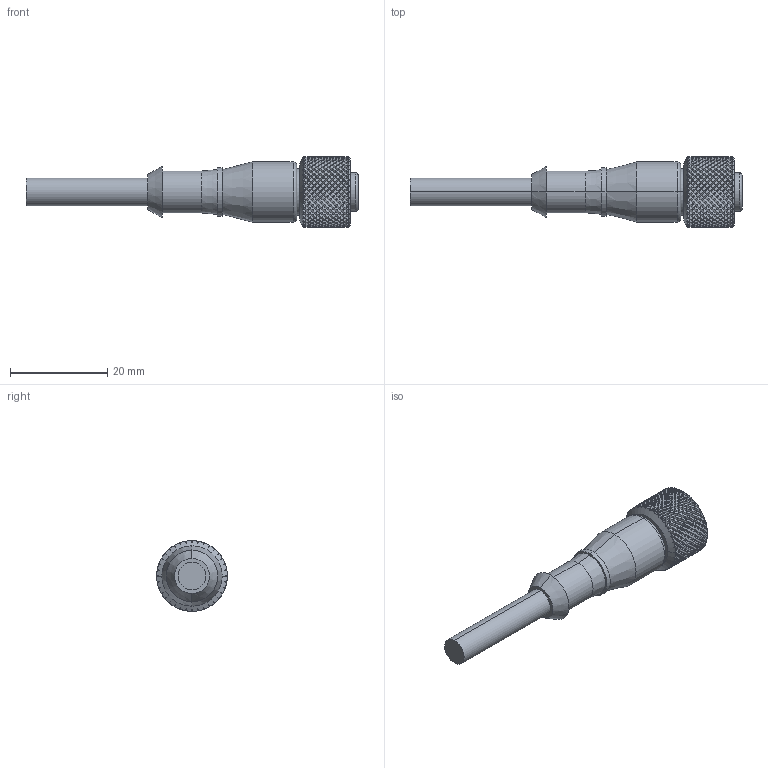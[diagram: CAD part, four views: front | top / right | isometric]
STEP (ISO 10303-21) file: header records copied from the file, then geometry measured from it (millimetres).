
FILE_DESCRIPTION((''),'2;1');
FILE_NAME('221216_SM01_ASM','2021-01-26T14:28:26',('iokafor'),('BANNER ENGINEERING CORP.'),'CREO PARAMETRIC BY PTC INC, 2019292','CREO PARAMETRIC BY PTC INC, 2019292','');
FILE_SCHEMA(('CONFIG_CONTROL_DESIGN','SHAPE_APPEARANCE_LAYERS_GROUPS'));
Products named in the file (3): 221216_SW0001; 135002_VG01_221216; 221216_SM01_ASM
Assembly tree (2 placements, depth 2):
  221216_SM01_ASM
    221216_SW0001
    135002_VG01_221216
Bounding box: 68.2 x 14.5 x 14.5 mm (x, y, z)
Volume: 4316.5 mm3; surface area: 4923.7 mm2
Topology: 2 solids, 2 shells, 3952 faces, 8589 edges, 4648 vertices
Faces by surface type: bspline 2564, cylinder 828, plane 527, torus 21, cone 12
Entity records: 192179 total; most frequent: CARTESIAN_POINT 100759, ORIENTED_EDGE 17178, EDGE_CURVE 8589, B_SPLINE_CURVE_WITH_KNOTS 6619, DIRECTION 5417, VERTEX_POINT 4648, EDGE_LOOP 3995, FACE_OUTER_BOUND 3952
